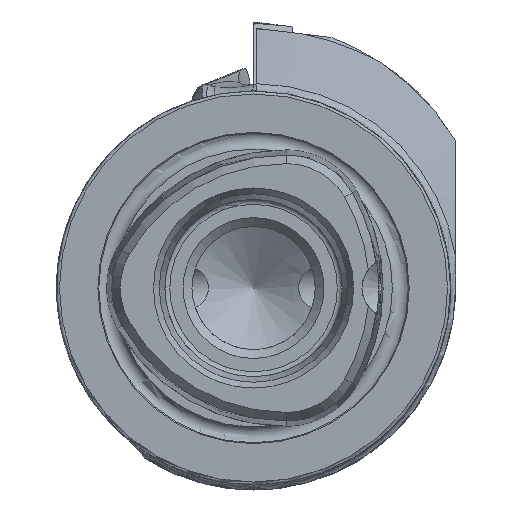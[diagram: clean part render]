
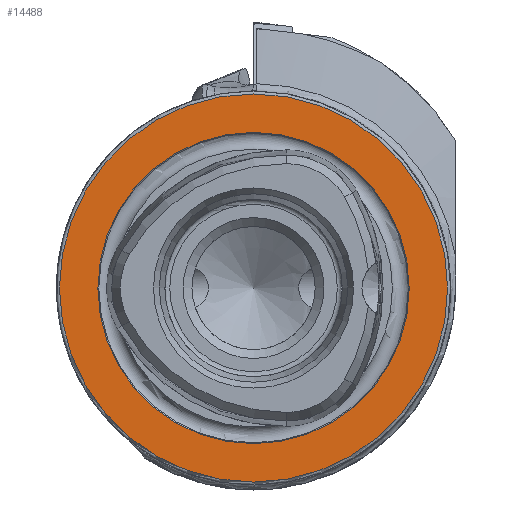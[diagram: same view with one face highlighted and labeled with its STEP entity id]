
A CAD part, left-side view. The second image highlights one B-rep face of the part: STEP entity #14488.
In plain terms, the highlighted planar face has unit normal (-1, 0, 0).
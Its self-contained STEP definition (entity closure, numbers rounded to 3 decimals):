
#1824 = AXIS2_PLACEMENT_3D ( 'NONE', #12289, #4160, #1915 ) ;
#1845 = PLANE ( 'NONE',  #1824 ) ;
#1915 = DIRECTION ( 'NONE',  ( 0., 0., -1. ) ) ;
#2327 = DIRECTION ( 'NONE',  ( -1., 0., 0. ) ) ;
#2444 = EDGE_LOOP ( 'NONE', ( #10878 ) ) ;
#2955 = FACE_OUTER_BOUND ( 'NONE', #3145, .T. ) ;
#3145 = EDGE_LOOP ( 'NONE', ( #14556 ) ) ;
#4160 = DIRECTION ( 'NONE',  ( 1., 0., 0. ) ) ;
#4485 = VERTEX_POINT ( 'NONE', #4555 ) ;
#4555 = CARTESIAN_POINT ( 'NONE',  ( 0., 0., 15.8 ) ) ;
#6250 = DIRECTION ( 'NONE',  ( -1., 0., 0. ) ) ;
#7361 = AXIS2_PLACEMENT_3D ( 'NONE', #11323, #6250, #14716 ) ;
#8098 = CIRCLE ( 'NONE', #11768, 19.7 ) ;
#8727 = CARTESIAN_POINT ( 'NONE',  ( 0., 0., 19.7 ) ) ;
#8798 = VERTEX_POINT ( 'NONE', #8727 ) ;
#9292 = CARTESIAN_POINT ( 'NONE',  ( 0., 0., 0. ) ) ;
#9443 = DIRECTION ( 'NONE',  ( 0., 0., 1. ) ) ;
#10878 = ORIENTED_EDGE ( 'NONE', *, *, #14613, .F. ) ;
#10929 = EDGE_CURVE ( 'NONE', #8798, #8798, #8098, .T. ) ;
#11323 = CARTESIAN_POINT ( 'NONE',  ( 0., 0., 0. ) ) ;
#11768 = AXIS2_PLACEMENT_3D ( 'NONE', #9292, #2327, #9443 ) ;
#12289 = CARTESIAN_POINT ( 'NONE',  ( 0., 15.8, 0. ) ) ;
#13916 = CIRCLE ( 'NONE', #7361, 15.8 ) ;
#14488 = ADVANCED_FACE ( 'NONE', ( #14553, #2955 ), #1845, .F. ) ;
#14553 = FACE_BOUND ( 'NONE', #2444, .T. ) ;
#14556 = ORIENTED_EDGE ( 'NONE', *, *, #10929, .T. ) ;
#14613 = EDGE_CURVE ( 'NONE', #4485, #4485, #13916, .T. ) ;
#14716 = DIRECTION ( 'NONE',  ( 0., 0., 1. ) ) ;
